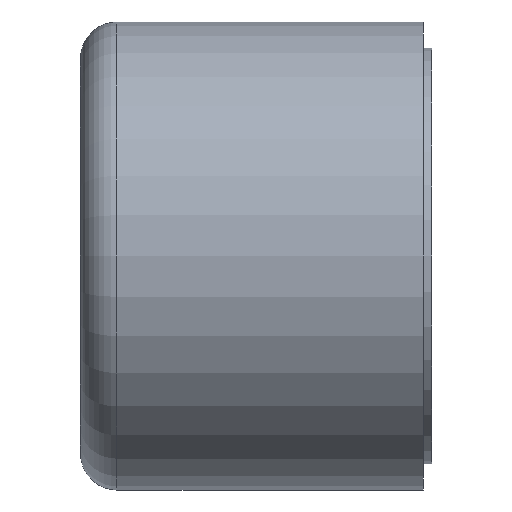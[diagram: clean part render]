
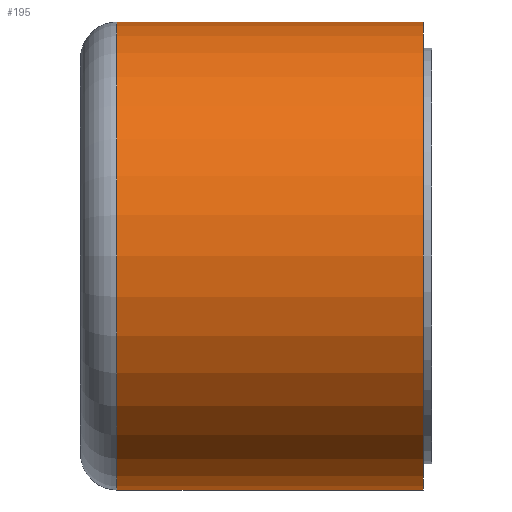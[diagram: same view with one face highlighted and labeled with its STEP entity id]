
A CAD part, front view. The second image highlights one B-rep face of the part: STEP entity #195.
In plain terms, the highlighted cylindrical face has radius 30 mm (diameter 60 mm), a partial arc.
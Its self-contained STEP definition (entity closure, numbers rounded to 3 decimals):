
#157=VERTEX_POINT('',#343);
#171=VERTEX_POINT('',#361);
#191=EDGE_CURVE('',#157,#247,#383,.T.);
#195=ADVANCED_FACE('',(#387),#388,.T.);
#197=EDGE_CURVE('',#157,#249,#390,.T.);
#201=EDGE_CURVE('',#171,#249,#394,.T.);
#247=VERTEX_POINT('',#445);
#249=VERTEX_POINT('',#447);
#255=EDGE_CURVE('',#247,#171,#454,.T.);
#343=CARTESIAN_POINT('',(4.674,0.,-30.));
#361=CARTESIAN_POINT('',(43.931,0.,30.));
#383=LINE('',#599,#600);
#387=FACE_OUTER_BOUND('',#604,.T.);
#388=CYLINDRICAL_SURFACE('',#605,30.);
#390=CIRCLE('',#608,30.);
#394=LINE('',#614,#615);
#445=CARTESIAN_POINT('',(43.931,0.,-30.));
#447=CARTESIAN_POINT('',(4.674,0.,30.));
#454=CIRCLE('',#689,30.);
#599=CARTESIAN_POINT('',(24.302,0.,-30.));
#600=VECTOR('',#848,1.0);
#604=EDGE_LOOP('',(#850,#851,#852,#853));
#605=AXIS2_PLACEMENT_3D('',#854,#855,#856);
#608=AXIS2_PLACEMENT_3D('',#857,#858,#859);
#614=CARTESIAN_POINT('',(24.302,0.,30.));
#615=VECTOR('',#863,1.0);
#689=AXIS2_PLACEMENT_3D('',#939,#940,#941);
#848=DIRECTION('',(1.0,-0.0,-0.0));
#850=ORIENTED_EDGE('',*,*,#201,.T.);
#851=ORIENTED_EDGE('',*,*,#197,.F.);
#852=ORIENTED_EDGE('',*,*,#191,.T.);
#853=ORIENTED_EDGE('',*,*,#255,.T.);
#854=CARTESIAN_POINT('',(24.302,0.,0.));
#855=DIRECTION('',(1.0,-0.0,-0.0));
#856=DIRECTION('',(0.0,0.,1.0));
#857=CARTESIAN_POINT('',(4.674,0.,0.));
#858=DIRECTION('',(-1.0,0.0,0.0));
#859=DIRECTION('',(0.0,0.,1.0));
#863=DIRECTION('',(-1.0,0.0,0.0));
#939=CARTESIAN_POINT('',(43.931,0.,0.));
#940=DIRECTION('',(-1.0,0.0,0.0));
#941=DIRECTION('',(0.0,0.,1.0));
